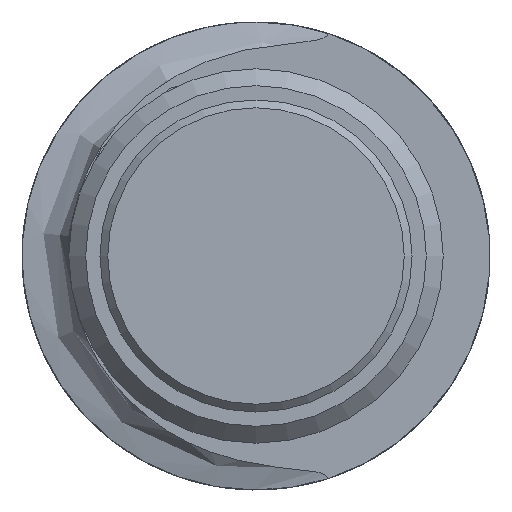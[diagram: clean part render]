
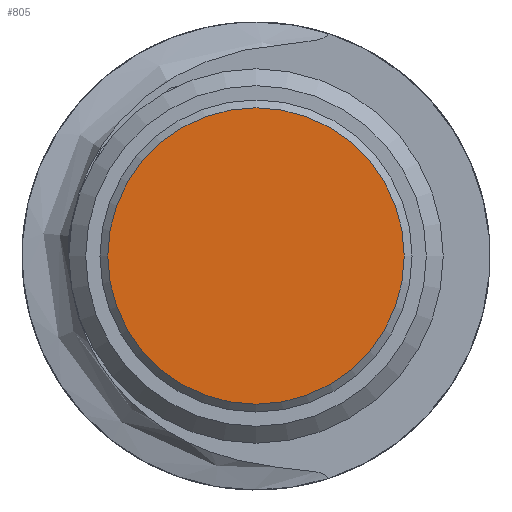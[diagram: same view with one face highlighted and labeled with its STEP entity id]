
A CAD part, left-side view. The second image highlights one B-rep face of the part: STEP entity #805.
In plain terms, the highlighted planar face has unit normal (-1, 0, 0).
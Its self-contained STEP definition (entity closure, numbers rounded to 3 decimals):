
#38=PLANE('',#887);
#87=FACE_OUTER_BOUND('',#139,.T.);
#139=EDGE_LOOP('',(#719));
#147=CIRCLE('',#859,4.75);
#359=VERTEX_POINT('',#5409);
#467=EDGE_CURVE('',#359,#359,#147,.T.);
#719=ORIENTED_EDGE('',*,*,#467,.T.);
#805=ADVANCED_FACE('',(#87),#38,.T.);
#859=AXIS2_PLACEMENT_3D('',#5411,#998,#999);
#887=AXIS2_PLACEMENT_3D('',#5461,#1063,#1064);
#998=DIRECTION('center_axis',(-1.,0.,0.));
#999=DIRECTION('ref_axis',(0.,-1.,0.));
#1063=DIRECTION('center_axis',(-1.,0.,0.));
#1064=DIRECTION('ref_axis',(0.,-1.,0.));
#5409=CARTESIAN_POINT('',(-51.,4.75,0.));
#5411=CARTESIAN_POINT('Origin',(-51.,0.,0.));
#5461=CARTESIAN_POINT('Origin',(-51.,-2.375,0.));
